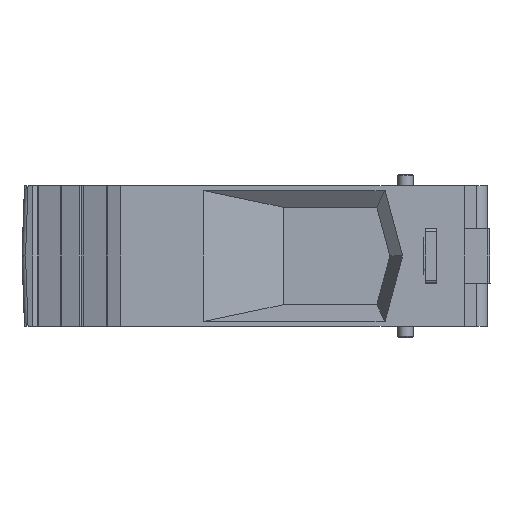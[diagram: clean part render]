
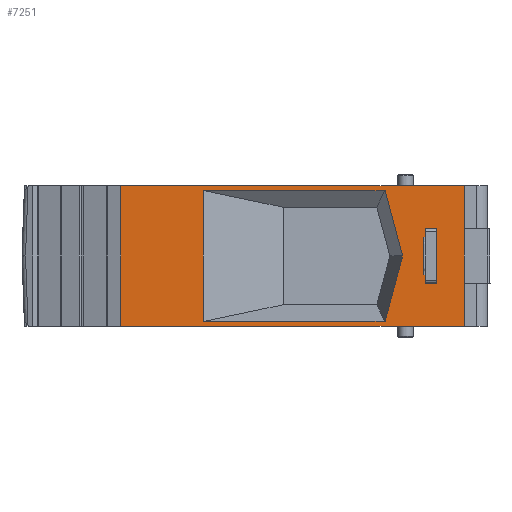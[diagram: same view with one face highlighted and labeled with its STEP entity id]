
A CAD part, left-side view. The second image highlights one B-rep face of the part: STEP entity #7251.
In plain terms, the highlighted face is planar.
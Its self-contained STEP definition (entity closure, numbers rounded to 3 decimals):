
#658=DIRECTION('',(0.,-0.94,0.342));
#659=VECTOR('',#658,63.341);
#660=CARTESIAN_POINT('',(-9.,-2.968,-17.757));
#661=LINE('',#660,#659);
#1112=DIRECTION('',(1.,0.,0.));
#1113=VECTOR('',#1112,26.);
#1114=CARTESIAN_POINT('',(-9.,-62.489,3.907));
#1115=LINE('',#1114,#1113);
#1126=DIRECTION('',(1.,0.,0.));
#1127=VECTOR('',#1126,26.);
#1128=CARTESIAN_POINT('',(-9.,-2.968,-17.757));
#1129=LINE('',#1128,#1127);
#1133=DIRECTION('',(0.,-0.94,0.342));
#1134=VECTOR('',#1133,63.341);
#1135=CARTESIAN_POINT('',(17.,-2.968,-17.757));
#1136=LINE('',#1135,#1134);
#1140=DIRECTION('',(0.966,-0.243,0.089));
#1141=VECTOR('',#1140,12.52);
#1142=CARTESIAN_POINT('',(-8.094,-48.786,
-1.081));
#1143=LINE('',#1142,#1141);
#1147=DIRECTION('',(0.966,0.243,-0.089));
#1148=VECTOR('',#1147,12.52);
#1149=CARTESIAN_POINT('',(4.,-51.831,
0.028));
#1150=LINE('',#1149,#1148);
#1154=DIRECTION('',(0.,0.94,-0.342));
#1155=VECTOR('',#1154,33.54);
#1156=CARTESIAN_POINT('',(16.094,-48.786,
-1.081));
#1157=LINE('',#1156,#1155);
#5415=DIRECTION('',(1.,0.,0.));
#5416=VECTOR('',#5415,24.187);
#5417=CARTESIAN_POINT('',(-8.094,-17.269,
-12.552));
#5418=LINE('',#5417,#5416);
#5506=DIRECTION('',(0.,0.94,-0.342));
#5507=VECTOR('',#5506,33.54);
#5508=CARTESIAN_POINT('',(-8.094,-48.786,
-1.081));
#5509=LINE('',#5508,#5507);
#5771=CARTESIAN_POINT('',(-9.,-2.968,-17.757));
#5772=VERTEX_POINT('',#5771);
#5773=CARTESIAN_POINT('',(-9.,-62.489,3.907));
#5774=VERTEX_POINT('',#5773);
#5867=CARTESIAN_POINT('',(17.,-62.489,3.907));
#5868=VERTEX_POINT('',#5867);
#5871=CARTESIAN_POINT('',(17.,-2.968,-17.757));
#5872=VERTEX_POINT('',#5871);
#5873=CARTESIAN_POINT('',(-8.094,-48.786,
-1.081));
#5874=CARTESIAN_POINT('',(4.,-51.831,
0.028));
#5875=VERTEX_POINT('',#5873);
#5876=VERTEX_POINT('',#5874);
#5877=CARTESIAN_POINT('',(16.094,-48.786,
-1.081));
#5878=VERTEX_POINT('',#5877);
#5879=CARTESIAN_POINT('',(16.094,-17.269,
-12.552));
#5880=VERTEX_POINT('',#5879);
#5881=CARTESIAN_POINT('',(-8.094,-17.269,
-12.552));
#5882=VERTEX_POINT('',#5881);
#7226=CARTESIAN_POINT('',(4.,-51.024,-0.266));
#7227=DIRECTION('',(0.,0.342,0.94));
#7228=DIRECTION('',(0.,0.94,-0.342));
#7229=AXIS2_PLACEMENT_3D('',#7226,#7227,#7228);
#7230=PLANE('',#7229);
#7231=ORIENTED_EDGE('',*,*,#7212,.F.);
#7232=ORIENTED_EDGE('',*,*,#6686,.F.);
#7234=ORIENTED_EDGE('',*,*,#7233,.T.);
#7236=ORIENTED_EDGE('',*,*,#7235,.T.);
#7237=EDGE_LOOP('',(#7231,#7232,#7234,#7236));
#7238=FACE_OUTER_BOUND('',#7237,.F.);
#7240=ORIENTED_EDGE('',*,*,#7239,.T.);
#7242=ORIENTED_EDGE('',*,*,#7241,.T.);
#7244=ORIENTED_EDGE('',*,*,#7243,.T.);
#7246=ORIENTED_EDGE('',*,*,#7245,.F.);
#7248=ORIENTED_EDGE('',*,*,#7247,.F.);
#7249=EDGE_LOOP('',(#7240,#7242,#7244,#7246,#7248));
#7250=FACE_BOUND('',#7249,.F.);
#6686=EDGE_CURVE('',#5772,#5774,#661,.T.);
#7212=EDGE_CURVE('',#5774,#5868,#1115,.T.);
#7233=EDGE_CURVE('',#5772,#5872,#1129,.T.);
#7235=EDGE_CURVE('',#5872,#5868,#1136,.T.);
#7239=EDGE_CURVE('',#5875,#5876,#1143,.T.);
#7241=EDGE_CURVE('',#5876,#5878,#1150,.T.);
#7243=EDGE_CURVE('',#5878,#5880,#1157,.T.);
#7245=EDGE_CURVE('',#5882,#5880,#5418,.T.);
#7247=EDGE_CURVE('',#5875,#5882,#5509,.T.);
#7251=ADVANCED_FACE('',(#7238,#7250),#7230,.T.);
